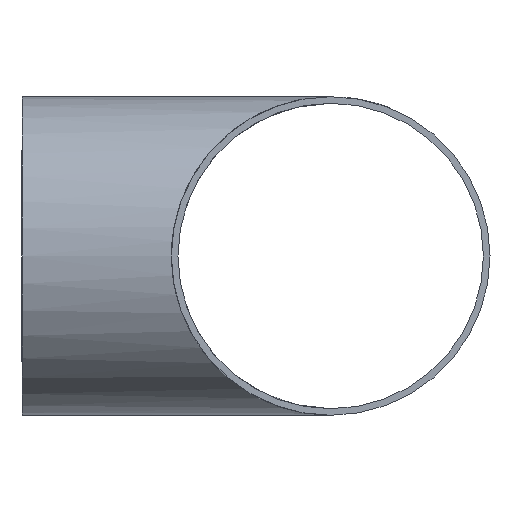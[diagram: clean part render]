
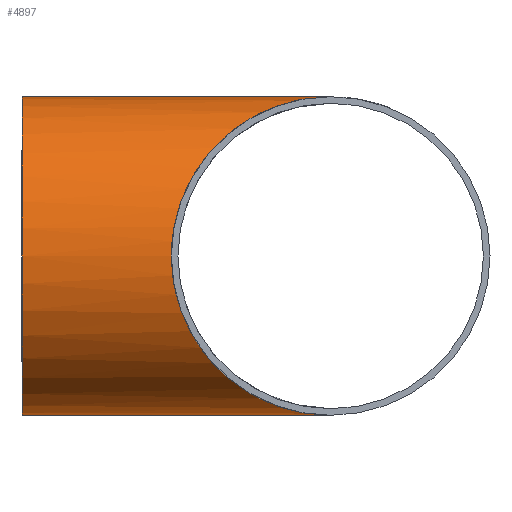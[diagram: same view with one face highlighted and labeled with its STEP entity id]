
A CAD part, left-side view. The second image highlights one B-rep face of the part: STEP entity #4897.
In plain terms, the highlighted cylindrical face has radius 50.8 mm (diameter 101.6 mm), a full revolution.
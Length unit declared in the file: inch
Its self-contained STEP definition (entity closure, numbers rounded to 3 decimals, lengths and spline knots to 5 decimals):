
#49=ELLIPSE('',#5173,2.82843,2.);
#50=ELLIPSE('',#5174,2.82843,2.);
#83=FACE_BOUND('',#1134,.T.);
#835=FACE_OUTER_BOUND('',#1133,.T.);
#1133=EDGE_LOOP('',(#4564,#4565));
#1134=EDGE_LOOP('',(#4566));
#1932=CIRCLE('',#5186,2.);
#2411=VERTEX_POINT('',#10524);
#2412=VERTEX_POINT('',#10525);
#2416=VERTEX_POINT('',#10542);
#3132=EDGE_CURVE('',#2411,#2412,#49,.T.);
#3133=EDGE_CURVE('',#2412,#2411,#50,.T.);
#3137=EDGE_CURVE('',#2416,#2416,#1932,.T.);
#4564=ORIENTED_EDGE('',*,*,#3133,.F.);
#4565=ORIENTED_EDGE('',*,*,#3132,.F.);
#4566=ORIENTED_EDGE('',*,*,#3137,.F.);
#4610=CYLINDRICAL_SURFACE('',#5185,2.);
#4897=ADVANCED_FACE('',(#835,#83),#4610,.T.);
#5173=AXIS2_PLACEMENT_3D('',#10526,#6077,#6078);
#5174=AXIS2_PLACEMENT_3D('',#10527,#6079,#6080);
#5185=AXIS2_PLACEMENT_3D('',#10541,#6101,#6102);
#5186=AXIS2_PLACEMENT_3D('',#10543,#6103,#6104);
#6077=DIRECTION('center_axis',(0.707,-0.707,0.));
#6078=DIRECTION('ref_axis',(-0.707,-0.707,0.));
#6079=DIRECTION('center_axis',(-0.707,-0.707,0.));
#6080=DIRECTION('ref_axis',(-0.707,0.707,0.));
#6101=DIRECTION('center_axis',(0.,1.,0.));
#6102=DIRECTION('ref_axis',(-1.,0.,0.));
#6103=DIRECTION('center_axis',(0.,1.,0.));
#6104=DIRECTION('ref_axis',(1.,0.,0.));
#10524=CARTESIAN_POINT('',(0.,0.,
-2.));
#10525=CARTESIAN_POINT('',(0.,0.,
2.));
#10526=CARTESIAN_POINT('Origin',(0.,0.,0.));
#10527=CARTESIAN_POINT('Origin',(0.,0.,0.));
#10541=CARTESIAN_POINT('Origin',(0.,1.9375,0.));
#10542=CARTESIAN_POINT('',(-2.,3.875,0.));
#10543=CARTESIAN_POINT('Origin',(0.,3.875,0.));
